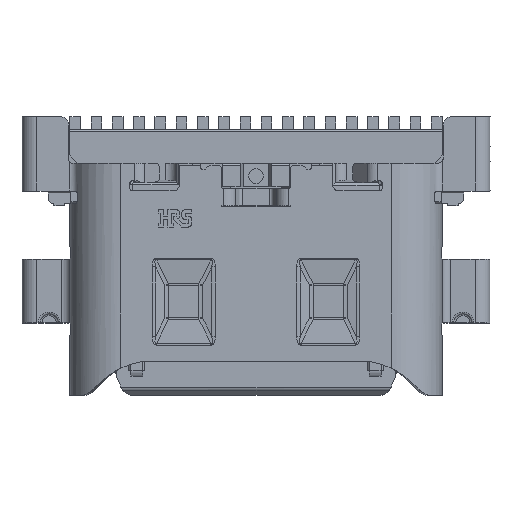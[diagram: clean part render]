
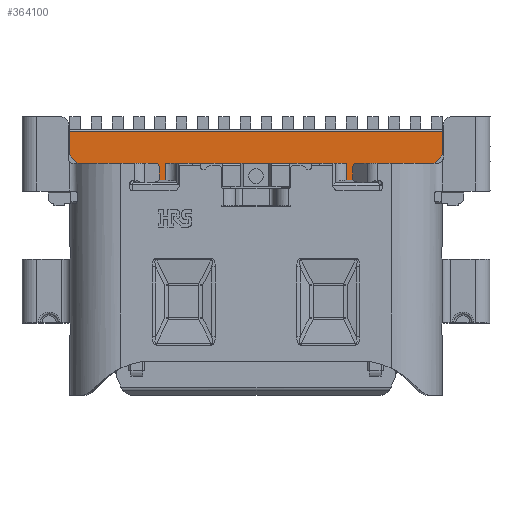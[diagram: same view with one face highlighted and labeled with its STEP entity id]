
A CAD part, top view. The second image highlights one B-rep face of the part: STEP entity #364100.
In plain terms, the highlighted planar face has unit normal (0, 0, 1).
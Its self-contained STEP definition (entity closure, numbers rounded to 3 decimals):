
#1480=CARTESIAN_POINT('',(44.61,48.45,0.875));
#1490=VERTEX_POINT('',#1480);
#1520=CARTESIAN_POINT('',(0.,48.45,0.875));
#1530=DIRECTION('',(1.,0.,0.));
#1540=VECTOR('',#1530,1.);
#1550=LINE('',#1520,#1540);
#1560=CARTESIAN_POINT('',(44.444,48.45,
0.875));
#1570=VERTEX_POINT('',#1560);
#1580=EDGE_CURVE('',#1570,#1490,#1550,.T.);
#110130=CARTESIAN_POINT('',(37.815,48.45,
0.875));
#110140=VERTEX_POINT('',#110130);
#110170=CARTESIAN_POINT('',(40.465,48.45,
0.875));
#110180=DIRECTION('',(1.,0.,0.));
#110190=VECTOR('',#110180,1.);
#110200=LINE('',#110170,#110190);
#110210=CARTESIAN_POINT('',(36.422,48.45,
0.875));
#110220=VERTEX_POINT('',#110210);
#110230=EDGE_CURVE('',#110220,#110140,#110200,.T.);
#110470=CARTESIAN_POINT('',(36.386,48.45,
0.875));
#110480=VERTEX_POINT('',#110470);
#110510=CARTESIAN_POINT('',(0.,48.45,0.875));
#110520=DIRECTION('',(-1.,0.,0.));
#110530=VECTOR('',#110520,1.);
#110540=LINE('',#110510,#110530);
#110550=CARTESIAN_POINT('',(36.22,48.45,0.875));
#110560=VERTEX_POINT('',#110550);
#110570=EDGE_CURVE('',#110480,#110560,#110540,.T.);
#333270=CARTESIAN_POINT('',(40.465,52.595,
0.875));
#333280=DIRECTION('',(0.707,-0.707,
0.));
#333290=VECTOR('',#333280,1.);
#333300=LINE('',#333270,#333290);
#333310=CARTESIAN_POINT('',(44.81,48.25,
0.875));
#333320=VERTEX_POINT('',#333310);
#333330=EDGE_CURVE('',#1490,#333320,#333300,.T.);
#361980=CARTESIAN_POINT('',(40.465,48.45,
0.875));
#361990=DIRECTION('',(1.,0.,0.));
#362000=VECTOR('',#361990,1.);
#362010=LINE('',#361980,#362000);
#362020=EDGE_CURVE('',#110480,#110220,#362010,.T.);
#362700=CARTESIAN_POINT('',(37.02,49.25,
0.875));
#362710=DIRECTION('',(0.707,0.707,
0.));
#362720=VECTOR('',#362710,1.);
#362730=LINE('',#362700,#362720);
#362740=CARTESIAN_POINT('',(36.02,48.25,
0.875));
#362750=VERTEX_POINT('',#362740);
#362760=EDGE_CURVE('',#362750,#110560,#362730,.T.);
#362980=CARTESIAN_POINT('',(44.81,47.7,
0.875));
#362990=VERTEX_POINT('',#362980);
#363020=CARTESIAN_POINT('',(44.81,49.25,
0.875));
#363030=DIRECTION('',(0.,-1.,0.));
#363040=VECTOR('',#363030,1.);
#363050=LINE('',#363020,#363040);
#363060=EDGE_CURVE('',#333320,#362990,#363050,.T.);
#363120=CARTESIAN_POINT('',(43.015,48.45,
0.875));
#363130=DIRECTION('',(0.,0.,1.));
#363140=DIRECTION('',(1.,0.,0.));
#363150=AXIS2_PLACEMENT_3D('',#363120,#363130,#363140);
#363160=PLANE('',#363150);
#363170=CARTESIAN_POINT('',(40.465,48.45,
0.875));
#363180=DIRECTION('',(1.,0.,0.));
#363190=VECTOR('',#363180,1.);
#363200=LINE('',#363170,#363190);
#363210=CARTESIAN_POINT('',(43.015,48.45,
0.875));
#363220=VERTEX_POINT('',#363210);
#363230=CARTESIAN_POINT('',(44.408,48.45,
0.875));
#363240=VERTEX_POINT('',#363230);
#363250=EDGE_CURVE('',#363220,#363240,#363200,.T.);
#363260=ORIENTED_EDGE('',*,*,#363250,.F.);
#363270=CARTESIAN_POINT('',(40.465,48.45,
0.875));
#363280=DIRECTION('',(-1.,0.,0.));
#363290=VECTOR('',#363280,1.);
#363300=LINE('',#363270,#363290);
#363310=EDGE_CURVE('',#1570,#363240,#363300,.T.);
#363320=ORIENTED_EDGE('',*,*,#363310,.T.);
#363330=ORIENTED_EDGE('',*,*,#1580,.F.);
#363340=ORIENTED_EDGE('',*,*,#333330,.F.);
#363350=ORIENTED_EDGE('',*,*,#363060,.F.);
#363360=CARTESIAN_POINT('',(38.237,47.7,
0.875));
#363370=DIRECTION('',(-1.,0.,0.));
#363380=VECTOR('',#363370,1.);
#363390=LINE('',#363360,#363380);
#363400=CARTESIAN_POINT('',(36.02,47.7,
0.875));
#363410=VERTEX_POINT('',#363400);
#363420=EDGE_CURVE('',#362990,#363410,#363390,.T.);
#363430=ORIENTED_EDGE('',*,*,#363420,.F.);
#363440=CARTESIAN_POINT('',(36.02,49.25,
0.875));
#363450=DIRECTION('',(0.,-1.,0.));
#363460=VECTOR('',#363450,1.);
#363470=LINE('',#363440,#363460);
#363480=EDGE_CURVE('',#362750,#363410,#363470,.T.);
#363490=ORIENTED_EDGE('',*,*,#363480,.T.);
#363500=ORIENTED_EDGE('',*,*,#362760,.F.);
#363510=ORIENTED_EDGE('',*,*,#110570,.T.);
#363520=ORIENTED_EDGE('',*,*,#362020,.F.);
#363530=ORIENTED_EDGE('',*,*,#110230,.F.);
#363540=CARTESIAN_POINT('',(37.815,49.25,
0.875));
#363550=DIRECTION('',(0.,1.,0.));
#363560=VECTOR('',#363550,1.);
#363570=LINE('',#363540,#363560);
#363580=CARTESIAN_POINT('',(37.815,48.85,
0.875));
#363590=VERTEX_POINT('',#363580);
#363600=EDGE_CURVE('',#110140,#363590,#363570,.T.);
#363610=ORIENTED_EDGE('',*,*,#363600,.F.);
#363620=CARTESIAN_POINT('',(38.055,48.85,
0.875));
#363630=DIRECTION('',(-1.,0.,0.));
#363640=VECTOR('',#363630,1.);
#363650=LINE('',#363620,#363640);
#363660=CARTESIAN_POINT('',(38.295,48.85,
0.875));
#363670=VERTEX_POINT('',#363660);
#363680=EDGE_CURVE('',#363670,#363590,#363650,.T.);
#363690=ORIENTED_EDGE('',*,*,#363680,.T.);
#363700=CARTESIAN_POINT('',(38.295,49.25,
0.875));
#363710=DIRECTION('',(0.,1.,0.));
#363720=VECTOR('',#363710,1.);
#363730=LINE('',#363700,#363720);
#363740=CARTESIAN_POINT('',(38.295,48.45,
0.875));
#363750=VERTEX_POINT('',#363740);
#363760=EDGE_CURVE('',#363750,#363670,#363730,.T.);
#363770=ORIENTED_EDGE('',*,*,#363760,.T.);
#363780=CARTESIAN_POINT('',(40.465,48.45,
0.875));
#363790=DIRECTION('',(1.,0.,0.));
#363800=VECTOR('',#363790,1.);
#363810=LINE('',#363780,#363800);
#363820=CARTESIAN_POINT('',(42.535,48.45,
0.875));
#363830=VERTEX_POINT('',#363820);
#363840=EDGE_CURVE('',#363750,#363830,#363810,.T.);
#363850=ORIENTED_EDGE('',*,*,#363840,.F.);
#363860=CARTESIAN_POINT('',(42.535,49.25,
0.875));
#363870=DIRECTION('',(0.,1.,0.));
#363880=VECTOR('',#363870,1.);
#363890=LINE('',#363860,#363880);
#363900=CARTESIAN_POINT('',(42.535,48.85,
0.875));
#363910=VERTEX_POINT('',#363900);
#363920=EDGE_CURVE('',#363830,#363910,#363890,.T.);
#363930=ORIENTED_EDGE('',*,*,#363920,.F.);
#363940=CARTESIAN_POINT('',(42.775,48.85,
0.875));
#363950=DIRECTION('',(-1.,0.,0.));
#363960=VECTOR('',#363950,1.);
#363970=LINE('',#363940,#363960);
#363980=CARTESIAN_POINT('',(43.015,48.85,
0.875));
#363990=VERTEX_POINT('',#363980);
#364000=EDGE_CURVE('',#363990,#363910,#363970,.T.);
#364010=ORIENTED_EDGE('',*,*,#364000,.T.);
#364020=CARTESIAN_POINT('',(43.015,49.25,
0.875));
#364030=DIRECTION('',(0.,-1.,0.));
#364040=VECTOR('',#364030,1.);
#364050=LINE('',#364020,#364040);
#364060=EDGE_CURVE('',#363990,#363220,#364050,.T.);
#364070=ORIENTED_EDGE('',*,*,#364060,.F.);
#364080=EDGE_LOOP('',(#364070,#364010,#363930,#363850,#363770,#363690,
#363610,#363530,#363520,#363510,#363500,#363490,#363430,#363350,#363340,
#363330,#363320,#363260));
#364090=FACE_OUTER_BOUND('',#364080,.T.);
#364100=ADVANCED_FACE('',(#364090),#363160,.T.);
